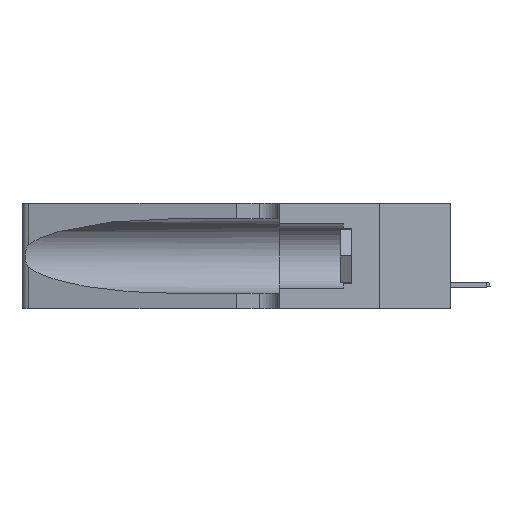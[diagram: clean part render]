
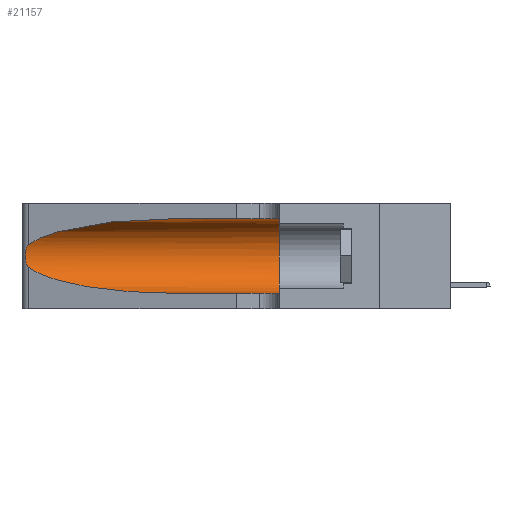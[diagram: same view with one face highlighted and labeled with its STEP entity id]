
A CAD part, left-side view. The second image highlights one B-rep face of the part: STEP entity #21157.
In plain terms, the highlighted cylindrical face has radius 3.308 mm (diameter 6.617 mm), a partial arc.
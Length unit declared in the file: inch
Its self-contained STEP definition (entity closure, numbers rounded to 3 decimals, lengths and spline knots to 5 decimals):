
#570 = CARTESIAN_POINT ( 'NONE',  ( 0.25487, 1.22718, 0.14631 ) ) ;
#652 = CARTESIAN_POINT ( 'NONE',  ( 0.25487, 1.22718, 0.14631 ) ) ;
#1471 = B_SPLINE_CURVE_WITH_KNOTS ( 'NONE', 3,
 ( #8624, #44161, #12384, #37378, #15182, #4657, #25720, #26184, #30158, #19173, #12150, #8851, #33631, #1603 ),
 .UNSPECIFIED., .F., .F.,
 ( 4, 2, 2, 2, 2, 2, 4 ),
 ( 0., 0.00027, 0.00053, 0.00107, 0.0016, 0.00187, 0.00214 ),
 .UNSPECIFIED. ) ;
#1603 = CARTESIAN_POINT ( 'NONE',  ( 0.25487, 1.22718, 0.14631 ) ) ;
#3713 = EDGE_CURVE ( 'NONE', #13779, #24692, #15903, .T. ) ;
#3898 = CARTESIAN_POINT ( 'NONE',  ( 0.1305, 1.61858, 0.05475 ) ) ;
#4657 = CARTESIAN_POINT ( 'NONE',  ( 0.26018, 1.23835, 0.19895 ) ) ;
#5112 = ORIENTED_EDGE ( 'NONE', *, *, #44337, .F. ) ;
#5780 =( BOUNDED_CURVE ( )  B_SPLINE_CURVE ( 3, ( #570, #15308, #11573, #7822 ),
 .UNSPECIFIED., .F., .T. ) 
 B_SPLINE_CURVE_WITH_KNOTS ( ( 4, 4 ),
 ( 3.44316, 4.71239 ),
 .UNSPECIFIED. ) 
 CURVE ( )  GEOMETRIC_REPRESENTATION_ITEM ( )  RATIONAL_B_SPLINE_CURVE ( ( 1., 0.87, 0.87, 1. ) ) 
 REPRESENTATION_ITEM ( '' )  );
#6434 = EDGE_LOOP ( 'NONE', ( #17986, #12374, #40775, #24804, #25362, #5112 ) ) ;
#6442 = LINE ( 'NONE', #38245, #30439 ) ;
#6620 = FACE_OUTER_BOUND ( 'NONE', #6434, .T. ) ;
#7083 = CYLINDRICAL_SURFACE ( 'NONE', #10626, 0.13025 ) ;
#7540 = CARTESIAN_POINT ( 'NONE',  ( 0.1305, 0.35, 0.05475 ) ) ;
#7822 = CARTESIAN_POINT ( 'NONE',  ( 0.1305, 0.72297, 0.05475 ) ) ;
#8624 = CARTESIAN_POINT ( 'NONE',  ( 0.25487, 1.22718, 0.22369 ) ) ;
#8851 = CARTESIAN_POINT ( 'NONE',  ( 0.25639, 1.23186, 0.15144 ) ) ;
#8947 = EDGE_CURVE ( 'NONE', #34420, #18313, #5780, .T. ) ;
#10626 = AXIS2_PLACEMENT_3D ( 'NONE', #31879, #46131, #42147 ) ;
#10698 = LINE ( 'NONE', #3898, #31098 ) ;
#10929 = DIRECTION ( 'NONE',  ( 0., -1., 0. ) ) ;
#11123 = CARTESIAN_POINT ( 'NONE',  ( 0.1305, 0.72297, 0.31525 ) ) ;
#11573 = CARTESIAN_POINT ( 'NONE',  ( 0.18966, 0.96281, 0.05475 ) ) ;
#12150 = CARTESIAN_POINT ( 'NONE',  ( 0.25789, 1.23486, 0.15765 ) ) ;
#12303 = EDGE_CURVE ( 'NONE', #24692, #34420, #1471, .T. ) ;
#12374 = ORIENTED_EDGE ( 'NONE', *, *, #12303, .T. ) ;
#12384 = CARTESIAN_POINT ( 'NONE',  ( 0.25639, 1.23184, 0.21858 ) ) ;
#12550 = CARTESIAN_POINT ( 'NONE',  ( 0.1305, 0.35, 0.31525 ) ) ;
#12560 = EDGE_CURVE ( 'NONE', #18313, #21223, #10698, .T. ) ;
#13779 = VERTEX_POINT ( 'NONE', #28048 ) ;
#14853 = CARTESIAN_POINT ( 'NONE',  ( 0.18966, 0.96281, 0.31525 ) ) ;
#15182 = CARTESIAN_POINT ( 'NONE',  ( 0.25854, 1.2359, 0.20912 ) ) ;
#15308 = CARTESIAN_POINT ( 'NONE',  ( 0.2373, 1.15595, 0.08982 ) ) ;
#15618 = DIRECTION ( 'NONE',  ( 0., 0., 1. ) ) ;
#15903 =( BOUNDED_CURVE ( )  B_SPLINE_CURVE ( 3, ( #11123, #14853, #39620, #21879 ),
 .UNSPECIFIED., .F., .T. ) 
 B_SPLINE_CURVE_WITH_KNOTS ( ( 4, 4 ),
 ( 1.5708, 2.84003 ),
 .UNSPECIFIED. ) 
 CURVE ( )  GEOMETRIC_REPRESENTATION_ITEM ( )  RATIONAL_B_SPLINE_CURVE ( ( 1., 0.87, 0.87, 1. ) ) 
 REPRESENTATION_ITEM ( '' )  );
#16523 = DIRECTION ( 'NONE',  ( 0., -1., 0. ) ) ;
#17986 = ORIENTED_EDGE ( 'NONE', *, *, #3713, .T. ) ;
#18313 = VERTEX_POINT ( 'NONE', #21069 ) ;
#19173 = CARTESIAN_POINT ( 'NONE',  ( 0.25856, 1.23593, 0.16098 ) ) ;
#21069 = CARTESIAN_POINT ( 'NONE',  ( 0.1305, 0.72297, 0.05475 ) ) ;
#21157 = ADVANCED_FACE ( 'NONE', ( #6620 ), #7083, .F. ) ;
#21223 = VERTEX_POINT ( 'NONE', #7540 ) ;
#21879 = CARTESIAN_POINT ( 'NONE',  ( 0.25487, 1.22718, 0.22369 ) ) ;
#24692 = VERTEX_POINT ( 'NONE', #42689 ) ;
#24804 = ORIENTED_EDGE ( 'NONE', *, *, #12560, .T. ) ;
#25362 = ORIENTED_EDGE ( 'NONE', *, *, #28456, .F. ) ;
#25720 = CARTESIAN_POINT ( 'NONE',  ( 0.26075, 1.23896, 0.19203 ) ) ;
#26141 = VERTEX_POINT ( 'NONE', #12550 ) ;
#26184 = CARTESIAN_POINT ( 'NONE',  ( 0.26075, 1.23896, 0.178 ) ) ;
#28048 = CARTESIAN_POINT ( 'NONE',  ( 0.1305, 0.72297, 0.31525 ) ) ;
#28456 = EDGE_CURVE ( 'NONE', #26141, #21223, #33680, .T. ) ;
#30158 = CARTESIAN_POINT ( 'NONE',  ( 0.26017, 1.23833, 0.17102 ) ) ;
#30439 = VECTOR ( 'NONE', #16523, 39.37008 ) ;
#30574 = CARTESIAN_POINT ( 'NONE',  ( 0.1305, 0.35, 0.185 ) ) ;
#31098 = VECTOR ( 'NONE', #10929, 39.37008 ) ;
#31879 = CARTESIAN_POINT ( 'NONE',  ( 0.1305, 1.61858, 0.185 ) ) ;
#33382 = DIRECTION ( 'NONE',  ( 0., 1., 0. ) ) ;
#33631 = CARTESIAN_POINT ( 'NONE',  ( 0.25555, 1.22993, 0.14849 ) ) ;
#33680 = CIRCLE ( 'NONE', #36660, 0.13025 ) ;
#34420 = VERTEX_POINT ( 'NONE', #652 ) ;
#36660 = AXIS2_PLACEMENT_3D ( 'NONE', #30574, #33382, #15618 ) ;
#37378 = CARTESIAN_POINT ( 'NONE',  ( 0.25787, 1.23484, 0.2124 ) ) ;
#38245 = CARTESIAN_POINT ( 'NONE',  ( 0.1305, 1.61858, 0.31525 ) ) ;
#39620 = CARTESIAN_POINT ( 'NONE',  ( 0.2373, 1.15595, 0.28018 ) ) ;
#40775 = ORIENTED_EDGE ( 'NONE', *, *, #8947, .T. ) ;
#42147 = DIRECTION ( 'NONE',  ( 0., 0., -1. ) ) ;
#42689 = CARTESIAN_POINT ( 'NONE',  ( 0.25487, 1.22718, 0.22369 ) ) ;
#44161 = CARTESIAN_POINT ( 'NONE',  ( 0.25555, 1.22994, 0.2215 ) ) ;
#44337 = EDGE_CURVE ( 'NONE', #13779, #26141, #6442, .T. ) ;
#46131 = DIRECTION ( 'NONE',  ( 0., -1., 0. ) ) ;
